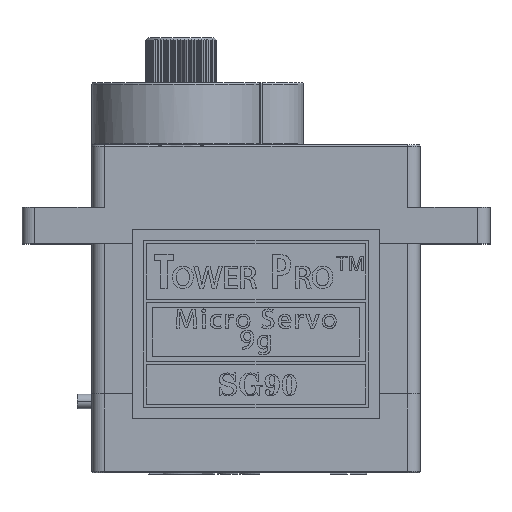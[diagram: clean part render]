
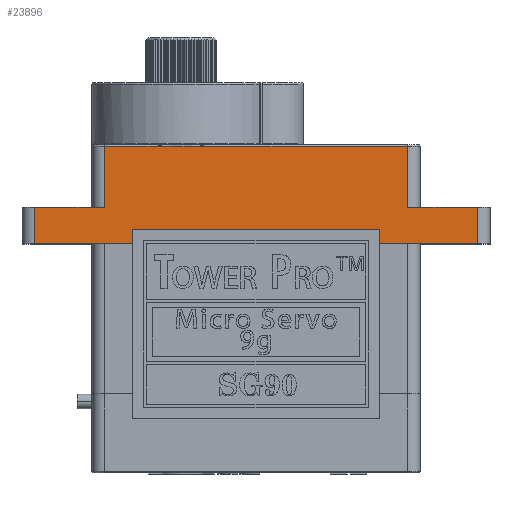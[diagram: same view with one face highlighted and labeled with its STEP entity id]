
A CAD part, top view. The second image highlights one B-rep face of the part: STEP entity #23896.
In plain terms, the highlighted planar face has unit normal (0, 0, 1).
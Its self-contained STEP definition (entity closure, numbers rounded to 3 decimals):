
#289 = VERTEX_POINT ( 'NONE', #22824 ) ;
#1249 = VECTOR ( 'NONE', #7094, 1000. ) ;
#1282 = VERTEX_POINT ( 'NONE', #4964 ) ;
#1587 = DIRECTION ( 'NONE',  ( 0., -1., 0. ) ) ;
#1821 = VECTOR ( 'NONE', #27008, 1000. ) ;
#2117 = CARTESIAN_POINT ( 'NONE',  ( -15.2, 7.65, 6.1 ) ) ;
#2588 = DIRECTION ( 'NONE',  ( 1., 0., 0. ) ) ;
#3095 = ORIENTED_EDGE ( 'NONE', *, *, #12089, .F. ) ;
#3131 = CARTESIAN_POINT ( 'NONE',  ( -6.712, 11.85, 6.1 ) ) ;
#3255 = VERTEX_POINT ( 'NONE', #3889 ) ;
#3461 = CARTESIAN_POINT ( 'NONE',  ( -10.4, 7.65, 6.1 ) ) ;
#3705 = VECTOR ( 'NONE', #6965, 1000. ) ;
#3889 = CARTESIAN_POINT ( 'NONE',  ( -5.15, 11.85, 6.1 ) ) ;
#4204 = CARTESIAN_POINT ( 'NONE',  ( -10.4, 11.85, 6.1 ) ) ;
#4276 = ORIENTED_EDGE ( 'NONE', *, *, #14699, .T. ) ;
#4660 = CARTESIAN_POINT ( 'NONE',  ( -15.2, 11.85, 6.1 ) ) ;
#4709 = CARTESIAN_POINT ( 'NONE',  ( 15.2, 7.65, 6.1 ) ) ;
#4964 = CARTESIAN_POINT ( 'NONE',  ( 15.2, 7.65, 6.1 ) ) ;
#5542 = DIRECTION ( 'NONE',  ( 1., 0., 0. ) ) ;
#5589 = CARTESIAN_POINT ( 'NONE',  ( 10.4, 7.65, 6.1 ) ) ;
#6492 = ORIENTED_EDGE ( 'NONE', *, *, #18488, .T. ) ;
#6505 = EDGE_CURVE ( 'NONE', #22518, #9586, #11488, .T. ) ;
#6690 = DIRECTION ( 'NONE',  ( 0., -1., 0. ) ) ;
#6775 = LINE ( 'NONE', #13578, #1249 ) ;
#6965 = DIRECTION ( 'NONE',  ( 1., 0., 0. ) ) ;
#7031 = LINE ( 'NONE', #4660, #24786 ) ;
#7094 = DIRECTION ( 'NONE',  ( 0., -1., 0. ) ) ;
#7521 = ORIENTED_EDGE ( 'NONE', *, *, #6505, .T. ) ;
#7547 = VECTOR ( 'NONE', #6690, 1000. ) ;
#7706 = LINE ( 'NONE', #17353, #1821 ) ;
#7993 = VECTOR ( 'NONE', #5542, 1000. ) ;
#8789 = EDGE_CURVE ( 'NONE', #289, #13980, #28370, .T. ) ;
#9586 = VERTEX_POINT ( 'NONE', #17672 ) ;
#9839 = CARTESIAN_POINT ( 'NONE',  ( 10.4, 60.045, 6.1 ) ) ;
#11395 = CARTESIAN_POINT ( 'NONE',  ( -15.2, 7.65, 6.1 ) ) ;
#11488 = LINE ( 'NONE', #14024, #29293 ) ;
#12017 = VERTEX_POINT ( 'NONE', #21663 ) ;
#12089 = EDGE_CURVE ( 'NONE', #22518, #23490, #25955, .T. ) ;
#12767 = DIRECTION ( 'NONE',  ( 1., 0., 0. ) ) ;
#13313 = VECTOR ( 'NONE', #2588, 1000. ) ;
#13578 = CARTESIAN_POINT ( 'NONE',  ( -10.4, 60.045, 6.1 ) ) ;
#13823 = ORIENTED_EDGE ( 'NONE', *, *, #24600, .T. ) ;
#13915 = EDGE_LOOP ( 'NONE', ( #22282, #28431, #4276, #3095, #7521, #6492, #26378, #17774, #22539, #13823, #28203 ) ) ;
#13980 = VERTEX_POINT ( 'NONE', #5589 ) ;
#14024 = CARTESIAN_POINT ( 'NONE',  ( -15.2, 7.65, 6.1 ) ) ;
#14291 = DIRECTION ( 'NONE',  ( -1., 0., 0. ) ) ;
#14367 = VERTEX_POINT ( 'NONE', #29427 ) ;
#14442 = VECTOR ( 'NONE', #26582, 1000. ) ;
#14699 = EDGE_CURVE ( 'NONE', #28930, #23490, #6775, .T. ) ;
#15325 = LINE ( 'NONE', #18009, #7993 ) ;
#15989 = FACE_OUTER_BOUND ( 'NONE', #13915, .T. ) ;
#16421 = LINE ( 'NONE', #4709, #17973 ) ;
#17353 = CARTESIAN_POINT ( 'NONE',  ( -15.2, 11.85, 6.1 ) ) ;
#17672 = CARTESIAN_POINT ( 'NONE',  ( -15.2, 5.15, 6.1 ) ) ;
#17774 = ORIENTED_EDGE ( 'NONE', *, *, #31293, .F. ) ;
#17973 = VECTOR ( 'NONE', #30843, 1000. ) ;
#18009 = CARTESIAN_POINT ( 'NONE',  ( -15.2, 5.15, 6.1 ) ) ;
#18488 = EDGE_CURVE ( 'NONE', #9586, #14367, #15325, .T. ) ;
#20468 = AXIS2_PLACEMENT_3D ( 'NONE', #11395, #25642, #1587 ) ;
#20649 = VECTOR ( 'NONE', #12767, 1000. ) ;
#21506 = LINE ( 'NONE', #24212, #14442 ) ;
#21590 = CARTESIAN_POINT ( 'NONE',  ( -15.2, 7.65, 6.1 ) ) ;
#21663 = CARTESIAN_POINT ( 'NONE',  ( -3.588, 11.85, 6.1 ) ) ;
#22282 = ORIENTED_EDGE ( 'NONE', *, *, #27473, .F. ) ;
#22472 = VERTEX_POINT ( 'NONE', #24448 ) ;
#22518 = VERTEX_POINT ( 'NONE', #21590 ) ;
#22539 = ORIENTED_EDGE ( 'NONE', *, *, #8789, .F. ) ;
#22824 = CARTESIAN_POINT ( 'NONE',  ( 10.4, 11.85, 6.1 ) ) ;
#23220 = DIRECTION ( 'NONE',  ( 0., -1., 0. ) ) ;
#23490 = VERTEX_POINT ( 'NONE', #3461 ) ;
#23806 = LINE ( 'NONE', #2117, #13313 ) ;
#23896 = ADVANCED_FACE ( 'NONE', ( #15989 ), #30402, .F. ) ;
#23994 = EDGE_CURVE ( 'NONE', #3255, #12017, #21506, .T. ) ;
#24050 = CARTESIAN_POINT ( 'NONE',  ( -15.2, 7.65, 6.1 ) ) ;
#24212 = CARTESIAN_POINT ( 'NONE',  ( -5.15, 11.85, 6.1 ) ) ;
#24392 = EDGE_CURVE ( 'NONE', #1282, #14367, #16421, .T. ) ;
#24448 = CARTESIAN_POINT ( 'NONE',  ( -6.712, 11.85, 6.1 ) ) ;
#24600 = EDGE_CURVE ( 'NONE', #289, #12017, #7706, .T. ) ;
#24786 = VECTOR ( 'NONE', #14291, 1000. ) ;
#24816 = LINE ( 'NONE', #3131, #20649 ) ;
#25642 = DIRECTION ( 'NONE',  ( 0., 0., -1. ) ) ;
#25955 = LINE ( 'NONE', #24050, #3705 ) ;
#26378 = ORIENTED_EDGE ( 'NONE', *, *, #24392, .F. ) ;
#26582 = DIRECTION ( 'NONE',  ( 1., 0., 0. ) ) ;
#27008 = DIRECTION ( 'NONE',  ( -1., 0., 0. ) ) ;
#27473 = EDGE_CURVE ( 'NONE', #22472, #3255, #24816, .T. ) ;
#28203 = ORIENTED_EDGE ( 'NONE', *, *, #23994, .F. ) ;
#28370 = LINE ( 'NONE', #9839, #7547 ) ;
#28431 = ORIENTED_EDGE ( 'NONE', *, *, #29064, .T. ) ;
#28930 = VERTEX_POINT ( 'NONE', #4204 ) ;
#29064 = EDGE_CURVE ( 'NONE', #22472, #28930, #7031, .T. ) ;
#29293 = VECTOR ( 'NONE', #23220, 1000. ) ;
#29427 = CARTESIAN_POINT ( 'NONE',  ( 15.2, 5.15, 6.1 ) ) ;
#30402 = PLANE ( 'NONE',  #20468 ) ;
#30843 = DIRECTION ( 'NONE',  ( 0., -1., 0. ) ) ;
#31293 = EDGE_CURVE ( 'NONE', #13980, #1282, #23806, .T. ) ;
